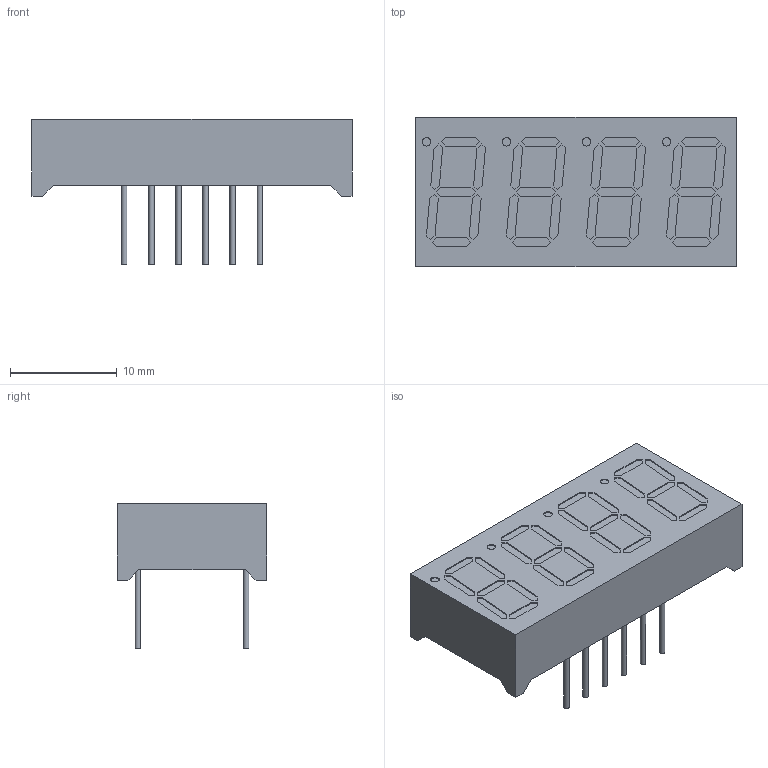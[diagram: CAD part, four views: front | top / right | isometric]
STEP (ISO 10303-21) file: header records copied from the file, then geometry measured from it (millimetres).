
FILE_DESCRIPTION(('FreeCAD Model'),'2;1');
FILE_NAME('4Digit_7Segment_LED_Display v8_sp.step', '2018-03-17T14:06:13',('kicad StepUp'),('ksu MCAD'), 'Open CASCADE STEP processor 6.8','FreeCAD','Unknown');
FILE_SCHEMA(('AUTOMOTIVE_DESIGN_CC2 { 1 2 10303 214 -1 1 5 4 }'));
Length unit declared in the file: millimetre
Products named in the file (1): 4Digit_7Segment_LED_Display_v8_sp
Bounding box: 30 x 14 x 13.6 mm (x, y, z)
Volume: 2426.5 mm3; surface area: 1627.4 mm2
Topology: 1 solids, 1 shells, 254 faces, 624 edges, 416 vertices
Faces by surface type: plane 238, cylinder 16
Full cylindrical faces by diameter (mm): 0.51 x12, 0.8 x4
Entity records: 9152 total; most frequent: CARTESIAN_POINT 1295, ORIENTED_EDGE 1248, DIRECTION 1166, EDGE_CURVE 624, LINE 592, VECTOR 592, VERTEX_POINT 416, FACE_BOUND 298
